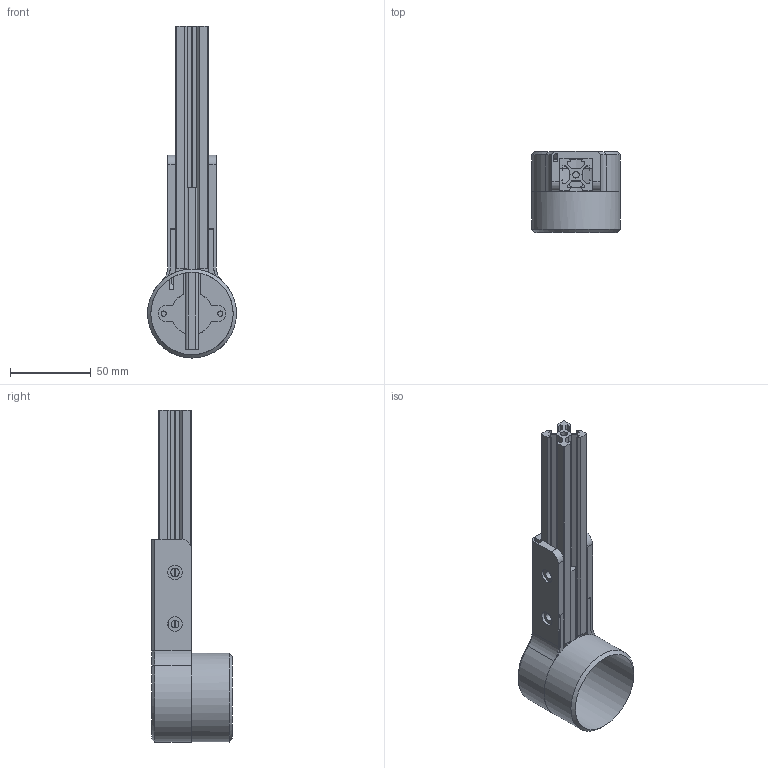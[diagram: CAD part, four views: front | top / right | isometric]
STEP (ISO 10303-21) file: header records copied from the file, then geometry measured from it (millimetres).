
FILE_DESCRIPTION(/* description */ (''),/* implementation_level */ '2;1');
FILE_NAME(/* name */ 'LED Cover - Bottom.step',/* time_stamp */ '2022-08-10T18:06:55-05:00',/* author */ (''),/* organization */ (''),/* preprocessor_version */ 'ST-DEVELOPER v19',/* originating_system */ 'Autodesk Translation Framework v11.7.0.108',/* authorisation */ '');
FILE_SCHEMA (('AUTOMOTIVE_DESIGN { 1 0 10303 214 3 1 1 }'));
Length unit declared in the file: millimetre
Products named in the file (4): Lens Cover (Side Screws); Lighting Assembly Mount; Heat pipe; Shell
Assembly tree (3 placements, depth 2):
  Lens Cover (Side Screws)
    Lighting Assembly Mount
    Heat pipe
    Shell
Bounding box: 55 x 50 x 205.5 mm (x, y, z)
Volume: 76135.7 mm3; surface area: 66847.3 mm2
Topology: 5 solids, 5 shells, 198 faces, 560 edges, 369 vertices
Faces by surface type: plane 141, cylinder 50, cone 7
Full cylindrical faces by diameter (mm): 3.2 x2, 4.2 x1, 4.8 x2, 5.1 x1, 5.2 x2, 9 x4, 51 x1, 55 x1
Entity records: 6623 total; most frequent: CARTESIAN_POINT 1239, ORIENTED_EDGE 1120, DIRECTION 1080, EDGE_CURVE 560, LINE 420, VECTOR 420, VERTEX_POINT 369, AXIS2_PLACEMENT_3D 330
